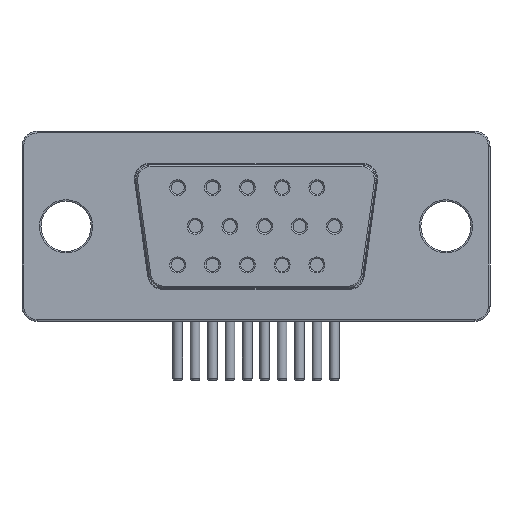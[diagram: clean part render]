
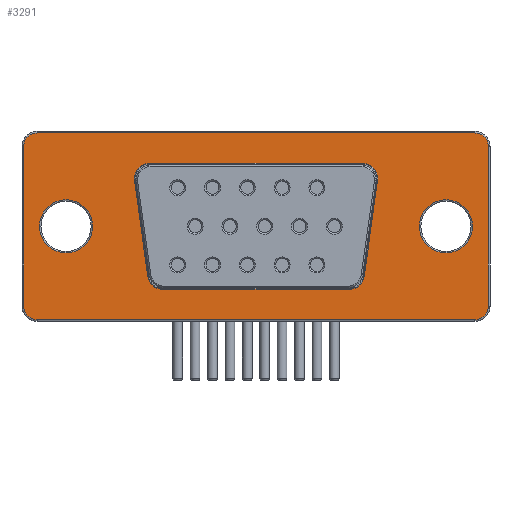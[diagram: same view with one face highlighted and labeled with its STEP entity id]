
A CAD part, front view. The second image highlights one B-rep face of the part: STEP entity #3291.
In plain terms, the highlighted planar face has unit normal (0, -1, 0).
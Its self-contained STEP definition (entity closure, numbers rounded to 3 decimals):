
#3040 = VERTEX_POINT('',#3041);
#3041 = CARTESIAN_POINT('',(-19.308,-14.78,1.));
#3048 = EDGE_CURVE('',#3040,#3049,#3051,.T.);
#3049 = VERTEX_POINT('',#3050);
#3050 = CARTESIAN_POINT('',(-19.308,-14.78,11.5));
#3051 = LINE('',#3052,#3053);
#3052 = CARTESIAN_POINT('',(-19.308,-14.78,1.));
#3053 = VECTOR('',#3054,1.);
#3054 = DIRECTION('',(0.,0.,1.));
#3075 = VERTEX_POINT('',#3076);
#3076 = CARTESIAN_POINT('',(-18.408,-14.78,12.4));
#3083 = EDGE_CURVE('',#3049,#3075,#3084,.T.);
#3084 = CIRCLE('',#3085,0.9);
#3085 = AXIS2_PLACEMENT_3D('',#3086,#3087,#3088);
#3086 = CARTESIAN_POINT('',(-18.408,-14.78,11.5));
#3087 = DIRECTION('',(0.,1.,0.));
#3088 = DIRECTION('',(-1.,0.,0.));
#3099 = VERTEX_POINT('',#3100);
#3100 = CARTESIAN_POINT('',(-18.408,-14.78,0.1));
#3109 = EDGE_CURVE('',#3099,#3040,#3110,.T.);
#3110 = CIRCLE('',#3111,0.9);
#3111 = AXIS2_PLACEMENT_3D('',#3112,#3113,#3114);
#3112 = CARTESIAN_POINT('',(-18.408,-14.78,1.));
#3113 = DIRECTION('',(0.,1.,0.));
#3114 = DIRECTION('',(0.,0.,-1.));
#3125 = EDGE_CURVE('',#3075,#3126,#3128,.T.);
#3126 = VERTEX_POINT('',#3127);
#3127 = CARTESIAN_POINT('',(10.393,-14.78,12.4));
#3128 = LINE('',#3129,#3130);
#3129 = CARTESIAN_POINT('',(-18.408,-14.78,12.4));
#3130 = VECTOR('',#3131,1.);
#3131 = DIRECTION('',(1.,0.,0.));
#3150 = VERTEX_POINT('',#3151);
#3151 = CARTESIAN_POINT('',(10.393,-14.78,0.1));
#3158 = EDGE_CURVE('',#3150,#3099,#3159,.T.);
#3159 = LINE('',#3160,#3161);
#3160 = CARTESIAN_POINT('',(10.393,-14.78,0.1));
#3161 = VECTOR('',#3162,1.);
#3162 = DIRECTION('',(-1.,0.,0.));
#3177 = VERTEX_POINT('',#3178);
#3178 = CARTESIAN_POINT('',(11.293,-14.78,11.5));
#3185 = EDGE_CURVE('',#3126,#3177,#3186,.T.);
#3186 = CIRCLE('',#3187,0.9);
#3187 = AXIS2_PLACEMENT_3D('',#3188,#3189,#3190);
#3188 = CARTESIAN_POINT('',(10.393,-14.78,11.5));
#3189 = DIRECTION('',(0.,1.,0.));
#3190 = DIRECTION('',(0.,0.,1.));
#3201 = VERTEX_POINT('',#3202);
#3202 = CARTESIAN_POINT('',(11.293,-14.78,1.));
#3211 = EDGE_CURVE('',#3201,#3150,#3212,.T.);
#3212 = CIRCLE('',#3213,0.9);
#3213 = AXIS2_PLACEMENT_3D('',#3214,#3215,#3216);
#3214 = CARTESIAN_POINT('',(10.393,-14.78,1.));
#3215 = DIRECTION('',(0.,1.,0.));
#3216 = DIRECTION('',(1.,0.,0.));
#3227 = EDGE_CURVE('',#3177,#3201,#3228,.T.);
#3228 = LINE('',#3229,#3230);
#3229 = CARTESIAN_POINT('',(11.293,-14.78,11.5));
#3230 = VECTOR('',#3231,1.);
#3231 = DIRECTION('',(0.,0.,-1.));
#3244 = VERTEX_POINT('',#3245);
#3245 = CARTESIAN_POINT('',(10.243,-14.78,6.25));
#3254 = EDGE_CURVE('',#3244,#3244,#3255,.T.);
#3255 = CIRCLE('',#3256,1.75);
#3256 = AXIS2_PLACEMENT_3D('',#3257,#3258,#3259);
#3257 = CARTESIAN_POINT('',(8.493,-14.78,6.25));
#3258 = DIRECTION('',(0.,-1.,0.));
#3259 = DIRECTION('',(1.,0.,0.));
#3270 = VERTEX_POINT('',#3271);
#3271 = CARTESIAN_POINT('',(-14.758,-14.78,6.25));
#3280 = EDGE_CURVE('',#3270,#3270,#3281,.T.);
#3281 = CIRCLE('',#3282,1.75);
#3282 = AXIS2_PLACEMENT_3D('',#3283,#3284,#3285);
#3283 = CARTESIAN_POINT('',(-16.508,-14.78,6.25));
#3284 = DIRECTION('',(0.,-1.,0.));
#3285 = DIRECTION('',(1.,0.,0.));
#3291 = ADVANCED_FACE('',(#3292,#3302,#3305,#3375),#3378,.T.);
#3292 = FACE_BOUND('',#3293,.T.);
#3293 = EDGE_LOOP('',(#3294,#3295,#3296,#3297,#3298,#3299,#3300,#3301));
#3294 = ORIENTED_EDGE('',*,*,#3109,.F.);
#3295 = ORIENTED_EDGE('',*,*,#3158,.F.);
#3296 = ORIENTED_EDGE('',*,*,#3211,.F.);
#3297 = ORIENTED_EDGE('',*,*,#3227,.F.);
#3298 = ORIENTED_EDGE('',*,*,#3185,.F.);
#3299 = ORIENTED_EDGE('',*,*,#3125,.F.);
#3300 = ORIENTED_EDGE('',*,*,#3083,.F.);
#3301 = ORIENTED_EDGE('',*,*,#3048,.F.);
#3302 = FACE_BOUND('',#3303,.T.);
#3303 = EDGE_LOOP('',(#3304));
#3304 = ORIENTED_EDGE('',*,*,#3254,.F.);
#3305 = FACE_BOUND('',#3306,.T.);
#3306 = EDGE_LOOP('',(#3307,#3317,#3326,#3334,#3343,#3351,#3360,#3368));
#3307 = ORIENTED_EDGE('',*,*,#3308,.T.);
#3308 = EDGE_CURVE('',#3309,#3311,#3313,.T.);
#3309 = VERTEX_POINT('',#3310);
#3310 = CARTESIAN_POINT('',(2.126,-14.78,2.1));
#3311 = VERTEX_POINT('',#3312);
#3312 = CARTESIAN_POINT('',(-10.141,-14.78,2.1));
#3313 = LINE('',#3314,#3315);
#3314 = CARTESIAN_POINT('',(2.998,-14.78,2.1));
#3315 = VECTOR('',#3316,1.);
#3316 = DIRECTION('',(-1.,0.,0.));
#3317 = ORIENTED_EDGE('',*,*,#3318,.T.);
#3318 = EDGE_CURVE('',#3311,#3319,#3321,.T.);
#3319 = VERTEX_POINT('',#3320);
#3320 = CARTESIAN_POINT('',(-11.132,-14.78,2.963));
#3321 = CIRCLE('',#3322,1.);
#3322 = AXIS2_PLACEMENT_3D('',#3323,#3324,#3325);
#3323 = CARTESIAN_POINT('',(-10.141,-14.78,3.1));
#3324 = DIRECTION('',(0.,1.,0.));
#3325 = DIRECTION('',(0.,0.,-1.));
#3326 = ORIENTED_EDGE('',*,*,#3327,.T.);
#3327 = EDGE_CURVE('',#3319,#3328,#3330,.T.);
#3328 = VERTEX_POINT('',#3329);
#3329 = CARTESIAN_POINT('',(-12.001,-14.78,9.263));
#3330 = LINE('',#3331,#3332);
#3331 = CARTESIAN_POINT('',(-11.013,-14.78,2.1));
#3332 = VECTOR('',#3333,1.);
#3333 = DIRECTION('',(-0.137,0.,0.991
));
#3334 = ORIENTED_EDGE('',*,*,#3335,.F.);
#3335 = EDGE_CURVE('',#3336,#3328,#3338,.T.);
#3336 = VERTEX_POINT('',#3337);
#3337 = CARTESIAN_POINT('',(-11.01,-14.78,10.4));
#3338 = CIRCLE('',#3339,1.);
#3339 = AXIS2_PLACEMENT_3D('',#3340,#3341,#3342);
#3340 = CARTESIAN_POINT('',(-11.01,-14.78,9.4));
#3341 = DIRECTION('',(0.,-1.,0.));
#3342 = DIRECTION('',(0.,0.,-1.));
#3343 = ORIENTED_EDGE('',*,*,#3344,.T.);
#3344 = EDGE_CURVE('',#3336,#3345,#3347,.T.);
#3345 = VERTEX_POINT('',#3346);
#3346 = CARTESIAN_POINT('',(2.995,-14.78,10.4));
#3347 = LINE('',#3348,#3349);
#3348 = CARTESIAN_POINT('',(-12.158,-14.78,10.4));
#3349 = VECTOR('',#3350,1.);
#3350 = DIRECTION('',(1.,0.,0.));
#3351 = ORIENTED_EDGE('',*,*,#3352,.T.);
#3352 = EDGE_CURVE('',#3345,#3353,#3355,.T.);
#3353 = VERTEX_POINT('',#3354);
#3354 = CARTESIAN_POINT('',(3.986,-14.78,9.263));
#3355 = CIRCLE('',#3356,1.);
#3356 = AXIS2_PLACEMENT_3D('',#3357,#3358,#3359);
#3357 = CARTESIAN_POINT('',(2.995,-14.78,9.4));
#3358 = DIRECTION('',(0.,1.,0.));
#3359 = DIRECTION('',(0.,0.,-1.));
#3360 = ORIENTED_EDGE('',*,*,#3361,.T.);
#3361 = EDGE_CURVE('',#3353,#3362,#3364,.T.);
#3362 = VERTEX_POINT('',#3363);
#3363 = CARTESIAN_POINT('',(3.117,-14.78,2.963));
#3364 = LINE('',#3365,#3366);
#3365 = CARTESIAN_POINT('',(4.143,-14.78,10.4));
#3366 = VECTOR('',#3367,1.);
#3367 = DIRECTION('',(-0.137,0.,
-0.991));
#3368 = ORIENTED_EDGE('',*,*,#3369,.T.);
#3369 = EDGE_CURVE('',#3362,#3309,#3370,.T.);
#3370 = CIRCLE('',#3371,1.);
#3371 = AXIS2_PLACEMENT_3D('',#3372,#3373,#3374);
#3372 = CARTESIAN_POINT('',(2.126,-14.78,3.1));
#3373 = DIRECTION('',(0.,1.,0.));
#3374 = DIRECTION('',(0.,0.,-1.));
#3375 = FACE_BOUND('',#3376,.T.);
#3376 = EDGE_LOOP('',(#3377));
#3377 = ORIENTED_EDGE('',*,*,#3280,.F.);
#3378 = PLANE('',#3379);
#3379 = AXIS2_PLACEMENT_3D('',#3380,#3381,#3382);
#3380 = CARTESIAN_POINT('',(-4.008,-14.78,6.25));
#3381 = DIRECTION('',(0.,-1.,0.));
#3382 = DIRECTION('',(1.,0.,0.));
